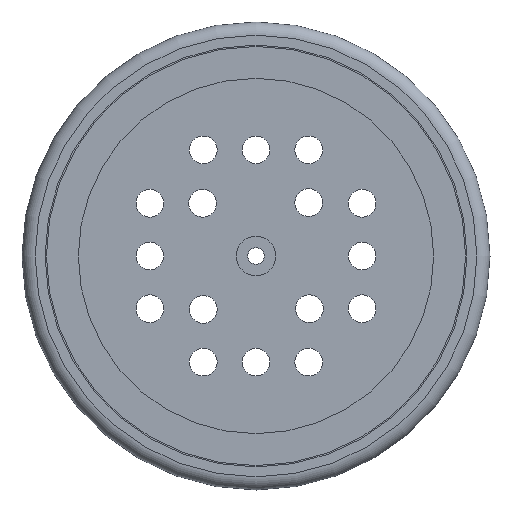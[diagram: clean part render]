
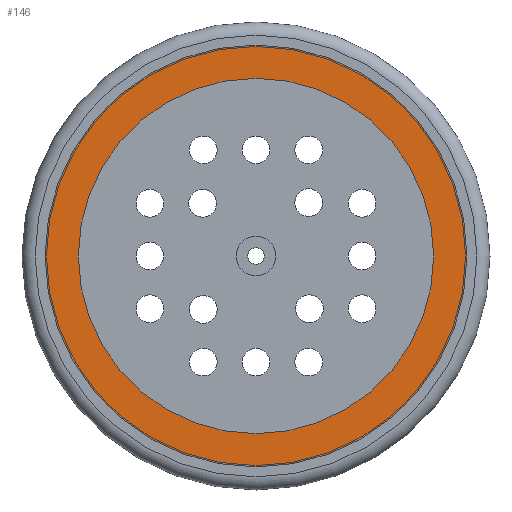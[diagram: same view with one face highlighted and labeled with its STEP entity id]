
A CAD part, front view. The second image highlights one B-rep face of the part: STEP entity #146.
In plain terms, the highlighted planar face has unit normal (0, -1, 0).
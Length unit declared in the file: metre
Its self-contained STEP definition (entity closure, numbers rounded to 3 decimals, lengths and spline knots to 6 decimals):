
#146 = ADVANCED_FACE( '', ( #336, #337 ), #338, .T. );
#336 = FACE_BOUND( '', #550, .T. );
#337 = FACE_OUTER_BOUND( '', #551, .T. );
#338 = PLANE( '', #552 );
#550 = EDGE_LOOP( '', ( #790 ) );
#551 = EDGE_LOOP( '', ( #791 ) );
#552 = AXIS2_PLACEMENT_3D( '', #792, #793, #794 );
#790 = ORIENTED_EDGE( '', *, *, #1001, .F. );
#791 = ORIENTED_EDGE( '', *, *, #956, .T. );
#792 = CARTESIAN_POINT( '', ( 0., -0.0096, 0. ) );
#793 = DIRECTION( '', ( 0., -1., 0. ) );
#794 = DIRECTION( '', ( 1., 0., 0. ) );
#956 = EDGE_CURVE( '', #1074, #1074, #1075, .T. );
#1001 = EDGE_CURVE( '', #1154, #1154, #1155, .T. );
#1074 = VERTEX_POINT( '', #1232 );
#1075 = CIRCLE( '', #1233, 0.032 );
#1154 = VERTEX_POINT( '', #1312 );
#1155 = CIRCLE( '', #1313, 0.02695 );
#1232 = CARTESIAN_POINT( '', ( 0., -0.0096, -0.032 ) );
#1233 = AXIS2_PLACEMENT_3D( '', #1398, #1399, #1400 );
#1312 = CARTESIAN_POINT( '', ( 0., -0.0096, -0.02695 ) );
#1313 = AXIS2_PLACEMENT_3D( '', #1503, #1504, #1505 );
#1398 = CARTESIAN_POINT( '', ( 0., -0.0096, 0. ) );
#1399 = DIRECTION( '', ( 0., -1., 0. ) );
#1400 = DIRECTION( '', ( 0., 0., -1. ) );
#1503 = CARTESIAN_POINT( '', ( 0., -0.0096, 0. ) );
#1504 = DIRECTION( '', ( 0., -1., 0. ) );
#1505 = DIRECTION( '', ( 0., 0., -1. ) );
